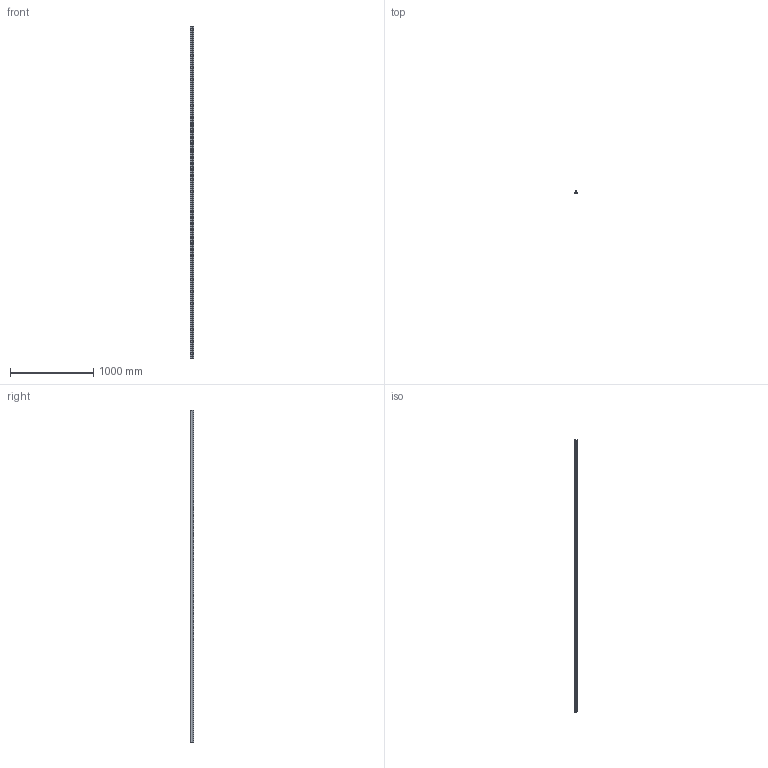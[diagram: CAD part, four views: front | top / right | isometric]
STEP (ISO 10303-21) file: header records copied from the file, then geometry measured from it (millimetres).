
FILE_DESCRIPTION (( 'STEP AP214' ), '1' );
FILE_NAME ('SA20 cu dimensiuni masurate fizic.STEP', '2016-01-06T07:45:03', ( '' ), ( '' ), 'SwSTEP 2.0', 'SolidWorks 2010', '' );
FILE_SCHEMA (( 'AUTOMOTIVE_DESIGN' ));
Length unit declared in the file: millimetre
Products named in the file (1): SA20 cu dimensiuni masurate fizic
Bounding box: 44 x 37 x 4000 mm (x, y, z)
Volume: 2482512.5 mm3; surface area: 748565.5 mm2
Topology: 2 solids, 2 shells, 155 faces, 534 edges, 356 vertices
Faces by surface type: cylinder 111, cone 27, plane 17
Full cylindrical faces by diameter (mm): 5 x27, 5.5 x54, 6.5 x27, 20 x1
Entity records: 6610 total; most frequent: CARTESIAN_POINT 2503, DIRECTION 716, ORIENTED_EDGE 634, EDGE_LOOP 426, AXIS2_PLACEMENT_3D 324, EDGE_CURVE 317, VERTEX_POINT 275, FACE_OUTER_BOUND 264
